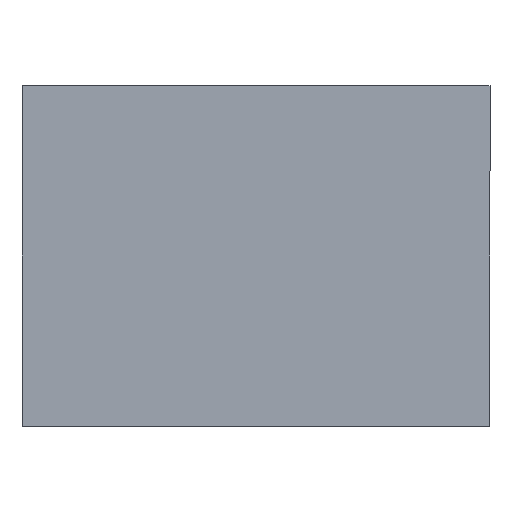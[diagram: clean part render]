
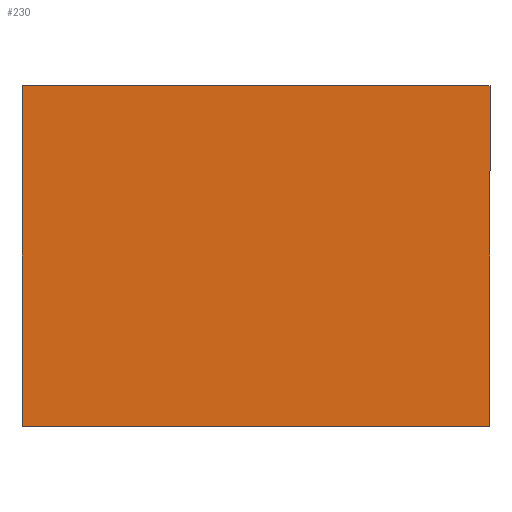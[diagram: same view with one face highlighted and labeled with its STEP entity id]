
A CAD part, front view. The second image highlights one B-rep face of the part: STEP entity #230.
In plain terms, the highlighted planar face has unit normal (0, -1, 0).
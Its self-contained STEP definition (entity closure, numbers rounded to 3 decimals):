
#4 = CARTESIAN_POINT ( 'NONE',  ( 57.459, 0., 50.911 ) ) ;
#14 = VERTEX_POINT ( 'NONE', #4 ) ;
#17 = DIRECTION ( 'NONE',  ( 0., 0., 1. ) ) ;
#22 = CARTESIAN_POINT ( 'NONE',  ( -52.541, 0., -29.089 ) ) ;
#40 = VERTEX_POINT ( 'NONE', #604 ) ;
#58 = ORIENTED_EDGE ( 'NONE', *, *, #424, .F. ) ;
#101 = LINE ( 'NONE', #202, #104 ) ;
#103 = EDGE_CURVE ( 'NONE', #106, #390, #492, .T. ) ;
#104 = VECTOR ( 'NONE', #248, 1000. ) ;
#106 = VERTEX_POINT ( 'NONE', #212 ) ;
#111 = CARTESIAN_POINT ( 'NONE',  ( -52.541, 0., -29.089 ) ) ;
#166 = EDGE_LOOP ( 'NONE', ( #58, #576, #283, #367 ) ) ;
#179 = CARTESIAN_POINT ( 'NONE',  ( 0., 0., 0. ) ) ;
#181 = CARTESIAN_POINT ( 'NONE',  ( -52.541, 0., 50.911 ) ) ;
#202 = CARTESIAN_POINT ( 'NONE',  ( 57.459, 0., -29.089 ) ) ;
#208 = DIRECTION ( 'NONE',  ( -1., 0., 0. ) ) ;
#212 = CARTESIAN_POINT ( 'NONE',  ( 57.459, 0., -29.089 ) ) ;
#225 = DIRECTION ( 'NONE',  ( 0., 0., 1. ) ) ;
#230 = ADVANCED_FACE ( 'NONE', ( #410 ), #460, .F. ) ;
#243 = LINE ( 'NONE', #111, #327 ) ;
#244 = EDGE_CURVE ( 'NONE', #40, #14, #597, .T. ) ;
#248 = DIRECTION ( 'NONE',  ( 0., 0., -1. ) ) ;
#283 = ORIENTED_EDGE ( 'NONE', *, *, #381, .F. ) ;
#327 = VECTOR ( 'NONE', #17, 1000. ) ;
#364 = DIRECTION ( 'NONE',  ( 0., 1., 0. ) ) ;
#367 = ORIENTED_EDGE ( 'NONE', *, *, #244, .F. ) ;
#381 = EDGE_CURVE ( 'NONE', #14, #106, #101, .T. ) ;
#390 = VERTEX_POINT ( 'NONE', #566 ) ;
#410 = FACE_OUTER_BOUND ( 'NONE', #166, .T. ) ;
#424 = EDGE_CURVE ( 'NONE', #390, #40, #243, .T. ) ;
#444 = VECTOR ( 'NONE', #464, 1000. ) ;
#460 = PLANE ( 'NONE',  #554 ) ;
#464 = DIRECTION ( 'NONE',  ( 1., 0., 0. ) ) ;
#492 = LINE ( 'NONE', #22, #518 ) ;
#518 = VECTOR ( 'NONE', #208, 1000. ) ;
#554 = AXIS2_PLACEMENT_3D ( 'NONE', #179, #364, #225 ) ;
#566 = CARTESIAN_POINT ( 'NONE',  ( -52.541, 0., -29.089 ) ) ;
#576 = ORIENTED_EDGE ( 'NONE', *, *, #103, .F. ) ;
#597 = LINE ( 'NONE', #181, #444 ) ;
#604 = CARTESIAN_POINT ( 'NONE',  ( -52.541, 0., 50.911 ) ) ;
